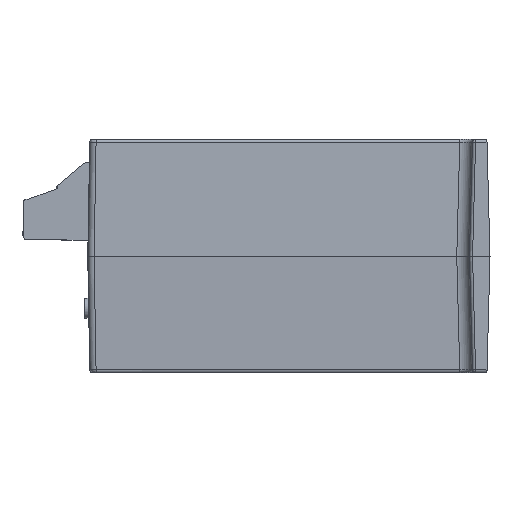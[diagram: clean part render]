
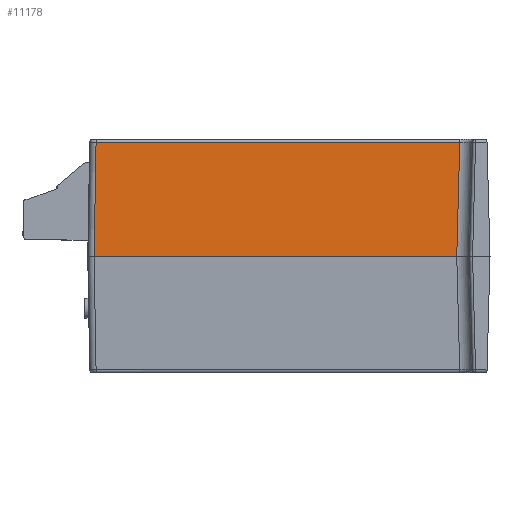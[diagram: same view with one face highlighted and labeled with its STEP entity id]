
A CAD part, left-side view. The second image highlights one B-rep face of the part: STEP entity #11178.
In plain terms, the highlighted planar face has unit normal (-1, 0, 0.026).
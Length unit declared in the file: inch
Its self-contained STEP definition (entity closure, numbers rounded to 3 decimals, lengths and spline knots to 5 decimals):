
#676 = ORIENTED_EDGE ( 'NONE', *, *, #16483, .T. ) ;
#1878 = CARTESIAN_POINT ( 'NONE',  ( -1.473, -1.0629, 0.61418 ) ) ;
#2728 = CARTESIAN_POINT ( 'NONE',  ( -1.473, -1.35618, 0.61418 ) ) ;
#2809 = ORIENTED_EDGE ( 'NONE', *, *, #15611, .T. ) ;
#2914 = DIRECTION ( 'NONE',  ( -0.026, 0.017, -1. ) ) ;
#4705 = DIRECTION ( 'NONE',  ( 0.026, 0., 1. ) ) ;
#4805 = CARTESIAN_POINT ( 'NONE',  ( -1.473, 1.19107, 0.61418 ) ) ;
#5759 = VECTOR ( 'NONE', #11854, 39.37008 ) ;
#6251 = CARTESIAN_POINT ( 'NONE',  ( -1.473, -1.35618, 0.61418 ) ) ;
#6333 = CARTESIAN_POINT ( 'NONE',  ( -1.45443, 1.17869, 1.32336 ) ) ;
#6473 = PLANE ( 'NONE',  #22935 ) ;
#7218 = VERTEX_POINT ( 'NONE', #6333 ) ;
#8374 = VERTEX_POINT ( 'NONE', #9960 ) ;
#8455 = VECTOR ( 'NONE', #2914, 39.37008 ) ;
#8648 = EDGE_LOOP ( 'NONE', ( #10813, #17205, #676, #2809 ) ) ;
#8849 = CARTESIAN_POINT ( 'NONE',  ( -1.473, 1.19107, 0.61418 ) ) ;
#8901 = DIRECTION ( 'NONE',  ( 0.026, -0.026, 0.999 ) ) ;
#9216 = VECTOR ( 'NONE', #8901, 39.37008 ) ;
#9669 = DIRECTION ( 'NONE',  ( 0., -1., 0. ) ) ;
#9960 = CARTESIAN_POINT ( 'NONE',  ( -1.473, -1.0629, 0.61418 ) ) ;
#10007 = CARTESIAN_POINT ( 'NONE',  ( -1.45443, -1.08832, 1.32336 ) ) ;
#10813 = ORIENTED_EDGE ( 'NONE', *, *, #18446, .T. ) ;
#11178 = ADVANCED_FACE ( 'NONE', ( #13481 ), #6473, .T. ) ;
#11393 = VERTEX_POINT ( 'NONE', #15541 ) ;
#11854 = DIRECTION ( 'NONE',  ( 0., -1., 0. ) ) ;
#12144 = EDGE_CURVE ( 'NONE', #7218, #11393, #21277, .T. ) ;
#13181 = LINE ( 'NONE', #4805, #8455 ) ;
#13444 = DIRECTION ( 'NONE',  ( -1., 0., 0.026 ) ) ;
#13481 = FACE_OUTER_BOUND ( 'NONE', #8648, .T. ) ;
#15541 = CARTESIAN_POINT ( 'NONE',  ( -1.45443, -1.08147, 1.32336 ) ) ;
#15611 = EDGE_CURVE ( 'NONE', #22624, #8374, #20167, .T. ) ;
#16483 = EDGE_CURVE ( 'NONE', #7218, #22624, #13181, .T. ) ;
#16737 = LINE ( 'NONE', #1878, #9216 ) ;
#17205 = ORIENTED_EDGE ( 'NONE', *, *, #12144, .F. ) ;
#18446 = EDGE_CURVE ( 'NONE', #8374, #11393, #16737, .T. ) ;
#20167 = LINE ( 'NONE', #6251, #21220 ) ;
#21220 = VECTOR ( 'NONE', #9669, 39.37008 ) ;
#21277 = LINE ( 'NONE', #10007, #5759 ) ;
#22624 = VERTEX_POINT ( 'NONE', #8849 ) ;
#22935 = AXIS2_PLACEMENT_3D ( 'NONE', #2728, #13444, #4705 ) ;
